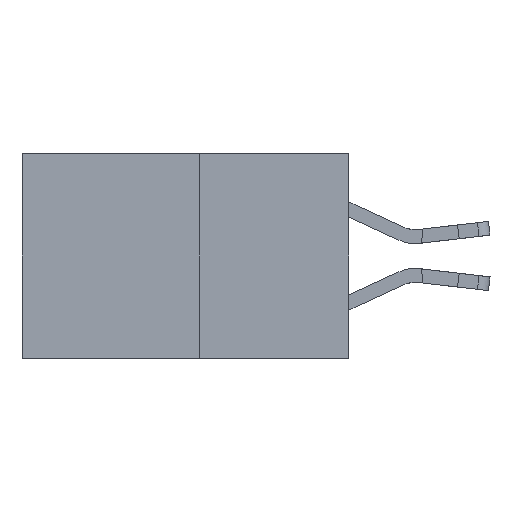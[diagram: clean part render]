
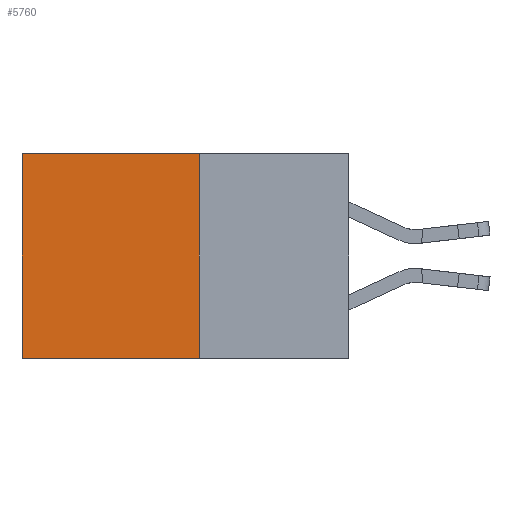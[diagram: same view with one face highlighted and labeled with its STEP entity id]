
A CAD part, left-side view. The second image highlights one B-rep face of the part: STEP entity #5760.
In plain terms, the highlighted planar face has unit normal (-1, 0, 0).
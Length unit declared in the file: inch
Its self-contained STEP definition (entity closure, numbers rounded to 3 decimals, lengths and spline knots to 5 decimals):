
#529 = EDGE_LOOP ( 'NONE', ( #1712, #1692, #3931, #10747 ) ) ;
#1238 = EDGE_CURVE ( 'NONE', #13800, #5563, #5226, .T. ) ;
#1464 = EDGE_CURVE ( 'NONE', #13800, #10535, #5054, .T. ) ;
#1692 = ORIENTED_EDGE ( 'NONE', *, *, #3563, .F. ) ;
#1712 = ORIENTED_EDGE ( 'NONE', *, *, #5501, .T. ) ;
#2687 = DIRECTION ( 'NONE',  ( 0., 0., -1. ) ) ;
#2709 = DIRECTION ( 'NONE',  ( 1., 0., 0. ) ) ;
#2726 = PLANE ( 'NONE',  #12200 ) ;
#2983 = CARTESIAN_POINT ( 'NONE',  ( 0.277, 0.27, -0.37 ) ) ;
#3364 = CARTESIAN_POINT ( 'NONE',  ( 0.277, 0.27, 0. ) ) ;
#3563 = EDGE_CURVE ( 'NONE', #5563, #12414, #12382, .T. ) ;
#3931 = ORIENTED_EDGE ( 'NONE', *, *, #1238, .F. ) ;
#4057 = CARTESIAN_POINT ( 'NONE',  ( 0.277, 0.59, -0.37 ) ) ;
#5038 = FACE_OUTER_BOUND ( 'NONE', #529, .T. ) ;
#5054 = LINE ( 'NONE', #5862, #5392 ) ;
#5226 = LINE ( 'NONE', #10301, #10601 ) ;
#5392 = VECTOR ( 'NONE', #6394, 39.37008 ) ;
#5501 = EDGE_CURVE ( 'NONE', #10535, #12414, #5681, .T. ) ;
#5563 = VERTEX_POINT ( 'NONE', #6798 ) ;
#5681 = LINE ( 'NONE', #8801, #7842 ) ;
#5760 = ADVANCED_FACE ( 'NONE', ( #5038 ), #2726, .F. ) ;
#5862 = CARTESIAN_POINT ( 'NONE',  ( 0.277, 0.27, 0. ) ) ;
#6238 = DIRECTION ( 'NONE',  ( 0., 1., 0. ) ) ;
#6394 = DIRECTION ( 'NONE',  ( 0., 1., 0. ) ) ;
#6798 = CARTESIAN_POINT ( 'NONE',  ( 0.277, 0.27, -0.37 ) ) ;
#7842 = VECTOR ( 'NONE', #8893, 39.37008 ) ;
#8361 = DIRECTION ( 'NONE',  ( 0., 0., -1. ) ) ;
#8801 = CARTESIAN_POINT ( 'NONE',  ( 0.277, 0.59, -0.37 ) ) ;
#8893 = DIRECTION ( 'NONE',  ( 0., 0., -1. ) ) ;
#9428 = CARTESIAN_POINT ( 'NONE',  ( 0.277, 0.59, 0. ) ) ;
#9860 = VECTOR ( 'NONE', #6238, 39.37008 ) ;
#10301 = CARTESIAN_POINT ( 'NONE',  ( 0.277, 0.27, -0.37 ) ) ;
#10535 = VERTEX_POINT ( 'NONE', #9428 ) ;
#10601 = VECTOR ( 'NONE', #8361, 39.37008 ) ;
#10698 = CARTESIAN_POINT ( 'NONE',  ( 0.277, 0.27, -0.37 ) ) ;
#10747 = ORIENTED_EDGE ( 'NONE', *, *, #1464, .T. ) ;
#12200 = AXIS2_PLACEMENT_3D ( 'NONE', #2983, #2709, #2687 ) ;
#12382 = LINE ( 'NONE', #10698, #9860 ) ;
#12414 = VERTEX_POINT ( 'NONE', #4057 ) ;
#13800 = VERTEX_POINT ( 'NONE', #3364 ) ;
